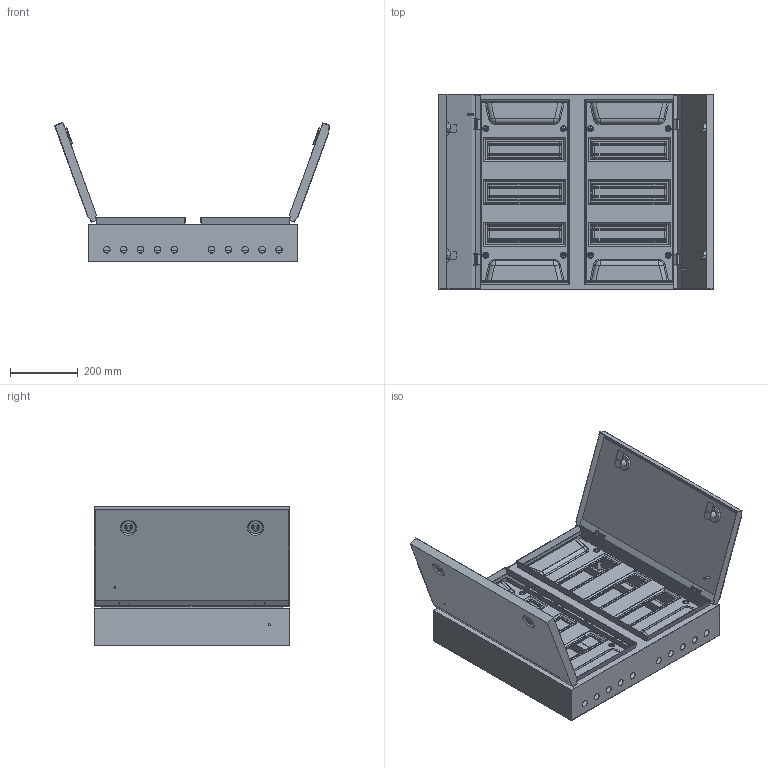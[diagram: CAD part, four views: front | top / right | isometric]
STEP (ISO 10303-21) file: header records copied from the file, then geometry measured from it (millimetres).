
FILE_DESCRIPTION (( 'STEP AP214' ), '1' );
FILE_NAME ('ShRN_2x36_PRO_IP54.STEP', '2016-09-23T09:37:18', ( 'user' ), ( '' ), 'SwSTEP 2.0', 'SolidWorks 2014', '' );
FILE_SCHEMA (( 'AUTOMOTIVE_DESIGN' ));
Length unit declared in the file: millimetre
Products named in the file (12): Klipsa; SC GOST 17473_gost_‚¨­â A.M5x10 ƒŽ‘’ 17473-80; Support; Stoika Shin_‘â®©ª  ¤«ï è¨­; Dver_PRO_54_36; Panel_ShRN-36; Dver_PRO_54_2å36 ¯à ¢; ShRN_2x36_PRO_IP54; Obolochka_SHRN_PRO_54_2å36; Stoika pan; Panel_36; DIN-Reika_18 ｢箘ｬ箘｢
Assembly tree (48 placements, depth 3):
  ShRN_2x36_PRO_IP54
    Obolochka_SHRN_PRO_54_2å36
    Dver_PRO_54_36
    DIN-Reika_18 ｢箘ｬ箘｢  x6
    Panel_36  x2
      Panel_ShRN-36
      Klipsa
      Stoika pan
    Dver_PRO_54_2å36 ¯à ¢
    SC GOST 17473_gost_‚¨­â A.M5x10 ƒŽ‘’ 17473-80  x12
    Stoika Shin_‘â®©ª  ¤«ï è¨­  x8
    Support  x8
Bounding box: 813.8 x 579 x 411.75 mm (x, y, z)
Volume: 2185052.1 mm3; surface area: 3673661.7 mm2
Topology: 55 solids, 55 shells, 3856 faces, 9954 edges, 6276 vertices
Faces by surface type: plane 2244, cylinder 852, bspline 320, torus 176, cone 160, sphere 104
Entity records: 30939 total; most frequent: CARTESIAN_POINT 6481, DIRECTION 4970, ORIENTED_EDGE 4902, EDGE_CURVE 2451, AXIS2_PLACEMENT_3D 1696, VERTEX_POINT 1581, LINE 1578, VECTOR 1578
